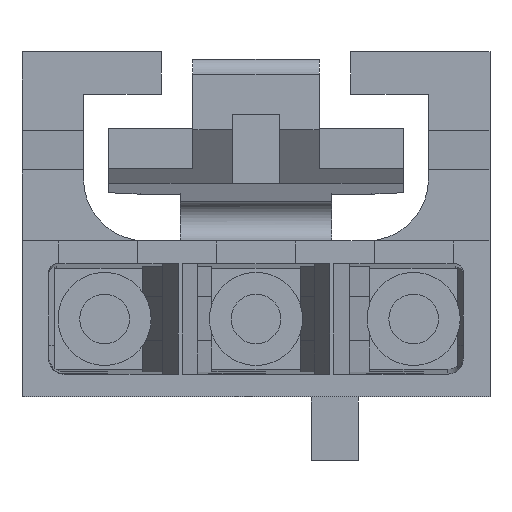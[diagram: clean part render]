
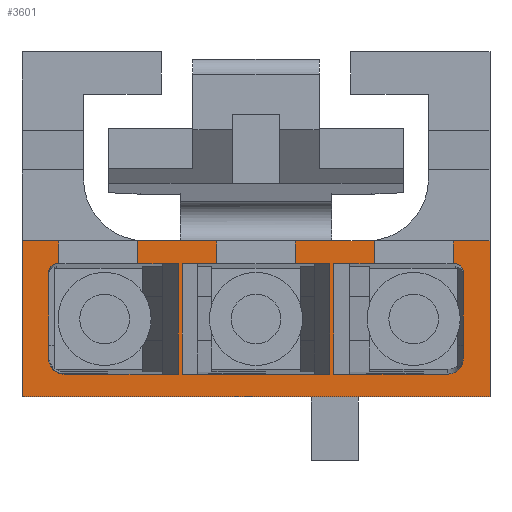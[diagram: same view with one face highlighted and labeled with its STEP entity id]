
A CAD part, front view. The second image highlights one B-rep face of the part: STEP entity #3601.
In plain terms, the highlighted planar face has unit normal (0, -1, 0).
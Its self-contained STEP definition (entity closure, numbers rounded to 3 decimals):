
#19=CARTESIAN_POINT('',(-7.582,0.,0.621));
#20=CARTESIAN_POINT('',(-7.582,0.,0.537));
#21=CARTESIAN_POINT('',(-7.518,0.,0.431));
#22=CARTESIAN_POINT('',(-7.413,0.,0.367));
#23=CARTESIAN_POINT('',(-7.328,0.,0.367));
#169=DIRECTION('',(0.,0.,1.));
#170=VECTOR('',#169,0.367);
#171=CARTESIAN_POINT('',(-2.337,0.,2.147));
#172=LINE('',#171,#170);
#173=DIRECTION('',(0.,0.,1.));
#174=VECTOR('',#173,1.78);
#175=CARTESIAN_POINT('',(-2.992,0.,0.367));
#176=LINE('',#175,#174);
#177=DIRECTION('',(0.,0.,-1.));
#178=VECTOR('',#177,0.367);
#179=CARTESIAN_POINT('',(-1.067,0.,2.515));
#180=LINE('',#179,#178);
#181=DIRECTION('',(0.,0.,1.));
#182=VECTOR('',#181,0.367);
#183=CARTESIAN_POINT('',(-7.417,0.,2.147));
#184=LINE('',#183,#182);
#185=DIRECTION('',(1.,0.,0.));
#186=VECTOR('',#185,0.038);
#187=CARTESIAN_POINT('',(-7.455,0.,2.147));
#188=LINE('',#187,#186);
#189=DIRECTION('',(0.,0.,1.));
#190=VECTOR('',#189,1.399);
#191=CARTESIAN_POINT('',(-7.582,0.,0.621));
#192=LINE('',#191,#190);
#193=DIRECTION('',(-1.,0.,0.));
#194=VECTOR('',#193,1.836);
#195=CARTESIAN_POINT('',(-5.492,0.,0.367));
#196=LINE('',#195,#194);
#197=DIRECTION('',(1.,0.,0.));
#198=VECTOR('',#197,0.655);
#199=CARTESIAN_POINT('',(-6.147,0.,2.147));
#200=LINE('',#199,#198);
#201=DIRECTION('',(0.,0.,-1.));
#202=VECTOR('',#201,0.367);
#203=CARTESIAN_POINT('',(-6.147,0.,2.515));
#204=LINE('',#203,#202);
#205=DIRECTION('',(0.,0.,1.));
#206=VECTOR('',#205,0.367);
#207=CARTESIAN_POINT('',(-4.877,0.,2.147));
#208=LINE('',#207,#206);
#209=DIRECTION('',(0.,0.,-1.));
#210=VECTOR('',#209,0.367);
#211=CARTESIAN_POINT('',(-3.607,0.,2.515));
#212=LINE('',#211,#210);
#225=DIRECTION('',(-1.,0.,0.));
#226=VECTOR('',#225,0.655);
#227=CARTESIAN_POINT('',(-2.337,0.,2.147));
#228=LINE('',#227,#226);
#237=DIRECTION('',(-1.,0.,0.));
#238=VECTOR('',#237,0.038);
#239=CARTESIAN_POINT('',(-1.029,0.,2.147));
#240=LINE('',#239,#238);
#282=DIRECTION('',(1.,0.,0.));
#283=VECTOR('',#282,1.836);
#284=CARTESIAN_POINT('',(-2.992,0.,0.367));
#285=LINE('',#284,#283);
#342=DIRECTION('',(-1.,0.,0.));
#343=VECTOR('',#342,7.54);
#344=CARTESIAN_POINT('',(-0.472,0.,0.));
#345=LINE('',#344,#343);
#796=DIRECTION('',(-1.,0.,0.));
#797=VECTOR('',#796,0.555);
#798=CARTESIAN_POINT('',(-3.052,0.,2.147));
#799=LINE('',#798,#797);
#820=DIRECTION('',(-1.,0.,0.));
#821=VECTOR('',#820,0.555);
#822=CARTESIAN_POINT('',(-4.877,0.,2.147));
#823=LINE('',#822,#821);
#840=DIRECTION('',(1.,0.,0.));
#841=VECTOR('',#840,0.595);
#842=CARTESIAN_POINT('',(-1.067,0.,2.515));
#843=LINE('',#842,#841);
#852=DIRECTION('',(1.,0.,0.));
#853=VECTOR('',#852,1.27);
#854=CARTESIAN_POINT('',(-3.607,0.,2.515));
#855=LINE('',#854,#853);
#864=DIRECTION('',(1.,0.,0.));
#865=VECTOR('',#864,1.27);
#866=CARTESIAN_POINT('',(-6.147,0.,2.515));
#867=LINE('',#866,#865);
#876=DIRECTION('',(1.,0.,0.));
#877=VECTOR('',#876,0.595);
#878=CARTESIAN_POINT('',(-8.012,0.,2.515));
#879=LINE('',#878,#877);
#1354=DIRECTION('',(0.,0.,-1.));
#1355=VECTOR('',#1354,2.515);
#1356=CARTESIAN_POINT('',(-0.472,0.,2.515));
#1357=LINE('',#1356,#1355);
#1511=DIRECTION('',(0.,0.,1.));
#1512=VECTOR('',#1511,1.78);
#1513=CARTESIAN_POINT('',(-5.492,0.,0.367));
#1514=LINE('',#1513,#1512);
#1652=CARTESIAN_POINT('',(-7.455,0.,2.147));
#1653=CARTESIAN_POINT('',(-7.498,0.,2.147));
#1654=CARTESIAN_POINT('',(-7.55,0.,2.115));
#1655=CARTESIAN_POINT('',(-7.582,0.,2.063));
#1656=CARTESIAN_POINT('',(-7.582,0.,2.02));
#1798=DIRECTION('',(0.,0.,1.));
#1799=VECTOR('',#1798,2.515);
#1800=CARTESIAN_POINT('',(-8.012,0.,0.));
#1801=LINE('',#1800,#1799);
#1916=DIRECTION('',(0.,0.,1.));
#1917=VECTOR('',#1916,1.78);
#1918=CARTESIAN_POINT('',(-3.052,0.,0.367));
#1919=LINE('',#1918,#1917);
#1932=DIRECTION('',(1.,0.,0.));
#1933=VECTOR('',#1932,2.38);
#1934=CARTESIAN_POINT('',(-5.432,0.,0.367));
#1935=LINE('',#1934,#1933);
#2124=DIRECTION('',(0.,0.,-1.));
#2125=VECTOR('',#2124,1.78);
#2126=CARTESIAN_POINT('',(-5.432,0.,2.147));
#2127=LINE('',#2126,#2125);
#2360=CARTESIAN_POINT('',(-1.156,0.,0.367));
#2361=CARTESIAN_POINT('',(-1.072,0.,0.367));
#2362=CARTESIAN_POINT('',(-0.966,0.,0.431));
#2363=CARTESIAN_POINT('',(-0.902,0.,0.537));
#2364=CARTESIAN_POINT('',(-0.902,0.,0.621));
#2413=CARTESIAN_POINT('',(-0.902,0.,2.02));
#2414=CARTESIAN_POINT('',(-0.902,0.,2.063));
#2415=CARTESIAN_POINT('',(-0.934,0.,2.115));
#2416=CARTESIAN_POINT('',(-0.987,0.,2.147));
#2417=CARTESIAN_POINT('',(-1.029,0.,2.147));
#2435=DIRECTION('',(0.,0.,1.));
#2436=VECTOR('',#2435,1.399);
#2437=CARTESIAN_POINT('',(-0.902,0.,0.621));
#2438=LINE('',#2437,#2436);
#2488=CARTESIAN_POINT('',(-2.992,0.,0.367));
#2489=CARTESIAN_POINT('',(-1.156,0.,0.367));
#2490=VERTEX_POINT('',#2488);
#2491=VERTEX_POINT('',#2489);
#2569=CARTESIAN_POINT('',(-5.432,0.,0.367));
#2570=VERTEX_POINT('',#2569);
#2571=CARTESIAN_POINT('',(-3.052,0.,0.367));
#2572=VERTEX_POINT('',#2571);
#2651=CARTESIAN_POINT('',(-8.012,0.,2.515));
#2652=VERTEX_POINT('',#2651);
#2653=CARTESIAN_POINT('',(-7.417,0.,2.515));
#2654=VERTEX_POINT('',#2653);
#2659=CARTESIAN_POINT('',(-6.147,0.,2.515));
#2660=VERTEX_POINT('',#2659);
#2661=CARTESIAN_POINT('',(-4.877,0.,2.515));
#2662=VERTEX_POINT('',#2661);
#2667=CARTESIAN_POINT('',(-3.607,0.,2.515));
#2668=VERTEX_POINT('',#2667);
#2669=CARTESIAN_POINT('',(-0.472,0.,2.515));
#2671=VERTEX_POINT('',#2669);
#2685=CARTESIAN_POINT('',(-7.328,0.,0.367));
#2686=VERTEX_POINT('',#2685);
#2687=CARTESIAN_POINT('',(-5.492,0.,0.367));
#2688=VERTEX_POINT('',#2687);
#2798=CARTESIAN_POINT('',(-1.029,0.,2.147));
#2799=VERTEX_POINT('',#2798);
#2800=CARTESIAN_POINT('',(-2.992,0.,2.147));
#2801=VERTEX_POINT('',#2800);
#2812=CARTESIAN_POINT('',(-4.877,0.,2.147));
#2813=VERTEX_POINT('',#2812);
#2814=CARTESIAN_POINT('',(-6.147,0.,2.147));
#2815=VERTEX_POINT('',#2814);
#2816=CARTESIAN_POINT('',(-5.492,0.,2.147));
#2817=VERTEX_POINT('',#2816);
#2818=VERTEX_POINT('',#19);
#2819=CARTESIAN_POINT('',(-7.582,0.,2.02));
#2820=VERTEX_POINT('',#2819);
#2821=VERTEX_POINT('',#1652);
#2822=CARTESIAN_POINT('',(-7.417,0.,2.147));
#2823=VERTEX_POINT('',#2822);
#2824=CARTESIAN_POINT('',(-8.012,0.,0.));
#2825=VERTEX_POINT('',#2824);
#2826=CARTESIAN_POINT('',(-0.472,0.,0.));
#2827=VERTEX_POINT('',#2826);
#2828=CARTESIAN_POINT('',(-3.607,0.,2.147));
#2829=VERTEX_POINT('',#2828);
#2830=CARTESIAN_POINT('',(-3.052,0.,2.147));
#2831=VERTEX_POINT('',#2830);
#2832=CARTESIAN_POINT('',(-5.432,0.,2.147));
#2833=VERTEX_POINT('',#2832);
#2834=VERTEX_POINT('',#2413);
#2835=CARTESIAN_POINT('',(-0.902,0.,0.621));
#2836=VERTEX_POINT('',#2835);
#3244=CARTESIAN_POINT('',(-2.337,0.,2.515));
#3245=VERTEX_POINT('',#3244);
#3250=CARTESIAN_POINT('',(-1.067,0.,2.515));
#3251=VERTEX_POINT('',#3250);
#3252=CARTESIAN_POINT('',(-1.067,0.,2.147));
#3253=VERTEX_POINT('',#3252);
#3258=CARTESIAN_POINT('',(-2.337,0.,2.147));
#3259=VERTEX_POINT('',#3258);
#3533=CARTESIAN_POINT('',(0.,0.,0.));
#3534=DIRECTION('',(0.,-1.,0.));
#3535=DIRECTION('',(0.,0.,-1.));
#3536=AXIS2_PLACEMENT_3D('',#3533,#3534,#3535);
#3537=PLANE('',#3536);
#3539=ORIENTED_EDGE('',*,*,#3538,.F.);
#3541=ORIENTED_EDGE('',*,*,#3540,.T.);
#3543=ORIENTED_EDGE('',*,*,#3542,.F.);
#3545=ORIENTED_EDGE('',*,*,#3544,.T.);
#3547=ORIENTED_EDGE('',*,*,#3546,.T.);
#3549=ORIENTED_EDGE('',*,*,#3548,.T.);
#3551=ORIENTED_EDGE('',*,*,#3550,.T.);
#3553=ORIENTED_EDGE('',*,*,#3552,.T.);
#3555=ORIENTED_EDGE('',*,*,#3554,.F.);
#3557=ORIENTED_EDGE('',*,*,#3556,.T.);
#3559=ORIENTED_EDGE('',*,*,#3558,.T.);
#3561=ORIENTED_EDGE('',*,*,#3560,.T.);
#3563=ORIENTED_EDGE('',*,*,#3562,.T.);
#3565=ORIENTED_EDGE('',*,*,#3564,.T.);
#3567=ORIENTED_EDGE('',*,*,#3566,.F.);
#3569=ORIENTED_EDGE('',*,*,#3568,.F.);
#3571=ORIENTED_EDGE('',*,*,#3570,.T.);
#3572=ORIENTED_EDGE('',*,*,#3520,.F.);
#3573=ORIENTED_EDGE('',*,*,#3273,.T.);
#3574=ORIENTED_EDGE('',*,*,#3376,.F.);
#3576=ORIENTED_EDGE('',*,*,#3575,.T.);
#3578=ORIENTED_EDGE('',*,*,#3577,.F.);
#3580=ORIENTED_EDGE('',*,*,#3579,.F.);
#3582=ORIENTED_EDGE('',*,*,#3581,.T.);
#3584=ORIENTED_EDGE('',*,*,#3583,.F.);
#3586=ORIENTED_EDGE('',*,*,#3585,.T.);
#3588=ORIENTED_EDGE('',*,*,#3587,.T.);
#3590=ORIENTED_EDGE('',*,*,#3589,.T.);
#3592=ORIENTED_EDGE('',*,*,#3591,.T.);
#3594=ORIENTED_EDGE('',*,*,#3593,.T.);
#3596=ORIENTED_EDGE('',*,*,#3595,.F.);
#3598=ORIENTED_EDGE('',*,*,#3597,.T.);
#3599=EDGE_LOOP('',(#3539,#3541,#3543,#3545,#3547,#3549,#3551,#3553,#3555,#3557,
#3559,#3561,#3563,#3565,#3567,#3569,#3571,#3572,#3573,#3574,#3576,#3578,#3580,
#3582,#3584,#3586,#3588,#3590,#3592,#3594,#3596,#3598));
#3600=FACE_OUTER_BOUND('',#3599,.F.);
#3601=ADVANCED_FACE('',(#3600),#3537,.T.);
#24=B_SPLINE_CURVE_WITH_KNOTS('',3,(#19,#20,#21,#22,#23),.UNSPECIFIED.,.F.,.F.,(
4,1,4),(0.,0.5,1.),.UNSPECIFIED.);
#1657=B_SPLINE_CURVE_WITH_KNOTS('',3,(#1652,#1653,#1654,#1655,#1656),
.UNSPECIFIED.,.F.,.F.,(4,1,4),(0.,0.5,1.),.UNSPECIFIED.);
#2365=B_SPLINE_CURVE_WITH_KNOTS('',3,(#2360,#2361,#2362,#2363,#2364),
.UNSPECIFIED.,.F.,.F.,(4,1,4),(0.,0.5,1.),.UNSPECIFIED.);
#2418=B_SPLINE_CURVE_WITH_KNOTS('',3,(#2413,#2414,#2415,#2416,#2417),
.UNSPECIFIED.,.F.,.F.,(4,1,4),(0.,0.5,1.),.UNSPECIFIED.);
#3273=EDGE_CURVE('',#2818,#2686,#24,.T.);
#3376=EDGE_CURVE('',#2688,#2686,#196,.T.);
#3520=EDGE_CURVE('',#2818,#2820,#192,.T.);
#3538=EDGE_CURVE('',#3259,#3245,#172,.T.);
#3540=EDGE_CURVE('',#3259,#2801,#228,.T.);
#3542=EDGE_CURVE('',#2490,#2801,#176,.T.);
#3544=EDGE_CURVE('',#2490,#2491,#285,.T.);
#3546=EDGE_CURVE('',#2491,#2836,#2365,.T.);
#3548=EDGE_CURVE('',#2836,#2834,#2438,.T.);
#3550=EDGE_CURVE('',#2834,#2799,#2418,.T.);
#3552=EDGE_CURVE('',#2799,#3253,#240,.T.);
#3554=EDGE_CURVE('',#3251,#3253,#180,.T.);
#3556=EDGE_CURVE('',#3251,#2671,#843,.T.);
#3558=EDGE_CURVE('',#2671,#2827,#1357,.T.);
#3560=EDGE_CURVE('',#2827,#2825,#345,.T.);
#3562=EDGE_CURVE('',#2825,#2652,#1801,.T.);
#3564=EDGE_CURVE('',#2652,#2654,#879,.T.);
#3566=EDGE_CURVE('',#2823,#2654,#184,.T.);
#3568=EDGE_CURVE('',#2821,#2823,#188,.T.);
#3570=EDGE_CURVE('',#2821,#2820,#1657,.T.);
#3575=EDGE_CURVE('',#2688,#2817,#1514,.T.);
#3577=EDGE_CURVE('',#2815,#2817,#200,.T.);
#3579=EDGE_CURVE('',#2660,#2815,#204,.T.);
#3581=EDGE_CURVE('',#2660,#2662,#867,.T.);
#3583=EDGE_CURVE('',#2813,#2662,#208,.T.);
#3585=EDGE_CURVE('',#2813,#2833,#823,.T.);
#3587=EDGE_CURVE('',#2833,#2570,#2127,.T.);
#3589=EDGE_CURVE('',#2570,#2572,#1935,.T.);
#3591=EDGE_CURVE('',#2572,#2831,#1919,.T.);
#3593=EDGE_CURVE('',#2831,#2829,#799,.T.);
#3595=EDGE_CURVE('',#2668,#2829,#212,.T.);
#3597=EDGE_CURVE('',#2668,#3245,#855,.T.);
